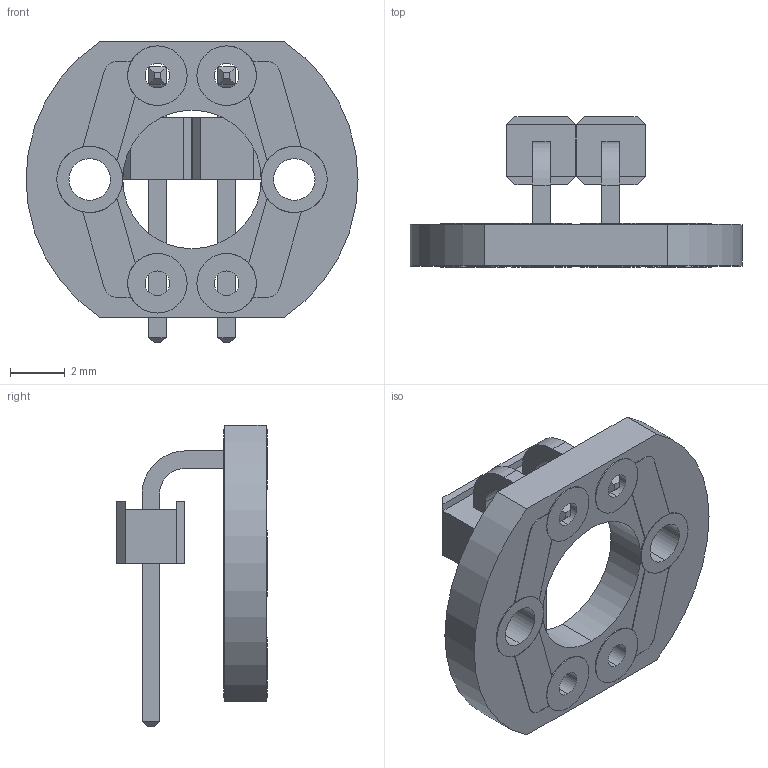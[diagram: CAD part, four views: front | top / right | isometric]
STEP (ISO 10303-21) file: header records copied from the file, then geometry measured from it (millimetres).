
FILE_DESCRIPTION (( 'STEP AP203' ), '1' );
FILE_NAME ('605112 assembly.STEP', '2014-08-18T14:57:47', ( 'Kyle' ), ( 'Microsoft' ), 'SwSTEP 2.0', 'SolidWorks 2014', '' );
FILE_SCHEMA (( 'CONFIG_CONTROL_DESIGN' ));
Length unit declared in the file: inch
Products named in the file (5): 605112; User Library-Header_Male_RA_Low_2Pin_BodyArray; User Library-Header_Male_RA_Low_2Pin_PinArray; 2 position right angle header row pin assembly; 605112 assembly
Assembly tree (4 placements, depth 3):
  605112 assembly
    605112
    2 position right angle header row pin assembly
      User Library-Header_Male_RA_Low_2Pin_BodyArray
      User Library-Header_Male_RA_Low_2Pin_PinArray
Bounding box: 12.18 x 5.51 x 11.08 mm (x, y, z)
Volume: 160 mm3; surface area: 426.9 mm2
Topology: 5 solids, 5 shells, 168 faces, 446 edges, 288 vertices
Faces by surface type: plane 116, cylinder 52
Entity records: 5779 total; most frequent: DIRECTION 942, CARTESIAN_POINT 910, ORIENTED_EDGE 892, EDGE_CURVE 446, AXIS2_PLACEMENT_3D 320, VECTOR 302, LINE 302, VERTEX_POINT 288
